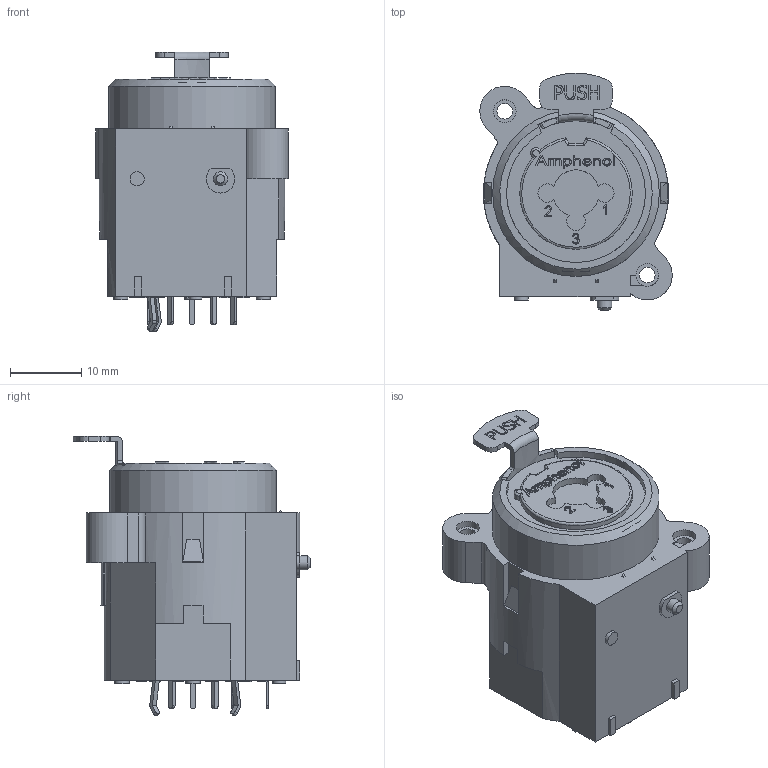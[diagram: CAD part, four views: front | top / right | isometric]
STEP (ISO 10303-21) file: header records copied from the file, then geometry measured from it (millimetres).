
FILE_DESCRIPTION(/* description */ (''),/* implementation_level */ '2;1');
FILE_NAME(/* name */ 'ACJC9V.stp',/* time_stamp */ '2026-03-31T11:44:08+11:00',/* author */ ('minh'),/* organization */ (''),/* preprocessor_version */ 'ST-DEVELOPER v19.2',/* originating_system */ 'Autodesk Inventor 2023',/* authorisation */ '');
FILE_SCHEMA (('AUTOMOTIVE_DESIGN { 1 0 10303 214 3 1 1 }'));
Length unit declared in the file: inch
Products named in the file (1): ACJC9V simplified
Bounding box: 27 x 33.31 x 39.3 mm (x, y, z)
Volume: 16341.9 mm3; surface area: 4704.5 mm2
Topology: 1 solids, 1 shells, 657 faces, 1769 edges, 1176 vertices
Faces by surface type: plane 393, bspline 190, cylinder 67, torus 5, cone 2
Full cylindrical faces by diameter (mm): 1.8 x1, 2 x5, 2.2 x2, 3.2 x4, 23.4 x1
Entity records: 22360 total; most frequent: CARTESIAN_POINT 6301, ORIENTED_EDGE 3538, DIRECTION 2469, EDGE_CURVE 1769, LINE 1209, VECTOR 1209, VERTEX_POINT 1176, EDGE_LOOP 727
